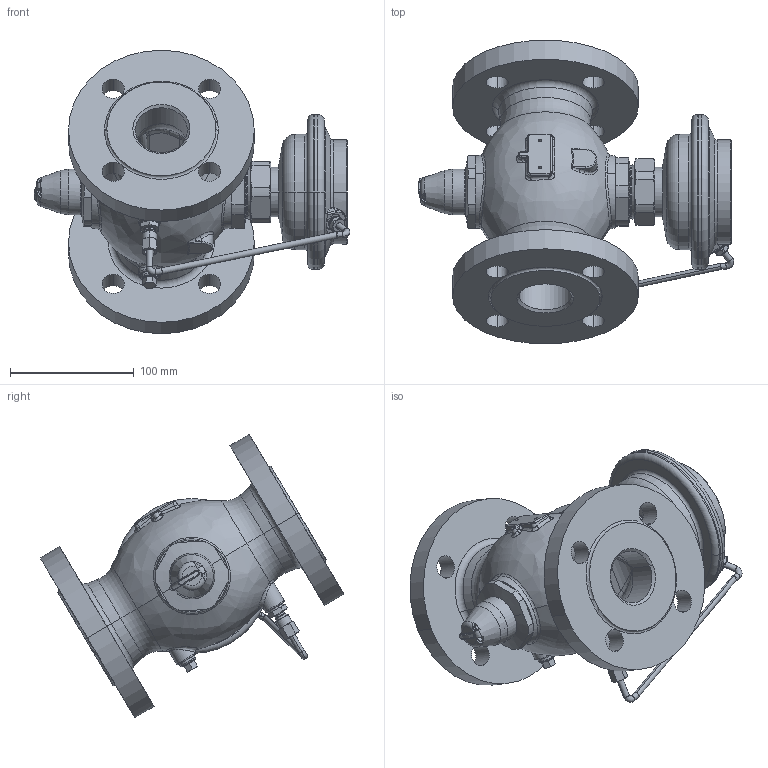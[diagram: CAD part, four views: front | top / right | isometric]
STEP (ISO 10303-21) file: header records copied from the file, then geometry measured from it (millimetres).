
FILE_DESCRIPTION((''),'2;1');
FILE_NAME('003H6731','2015-03-06T',('u317927'),('Danfoss'),'PRO/ENGINEER BY PARAMETRIC TECHNOLOGY CORPORATION, 2014000','PRO/ENGINEER BY PARAMETRIC TECHNOLOGY CORPORATION, 2014000','');
FILE_SCHEMA(('CONFIG_CONTROL_DESIGN'));
Length unit declared in the file: millimetre
Products named in the file (1): 003H6731
Bounding box: 254.82 x 245.07 x 228.92 mm (x, y, z)
Surface area: 306806 mm2 (no closed solid volume)
Topology: 0 solids, 1 shells, 1005 faces, 2511 edges, 1564 vertices
Faces by surface type: cylinder 288, plane 244, torus 169, cone 162, bspline 133, sphere 9
Entity records: 38316 total; most frequent: CARTESIAN_POINT 15065, ORIENTED_EDGE 4998, DIRECTION 4835, EDGE_CURVE 2501, AXIS2_PLACEMENT_3D 2099, VERTEX_POINT 1562, CIRCLE 1229, EDGE_LOOP 1094
